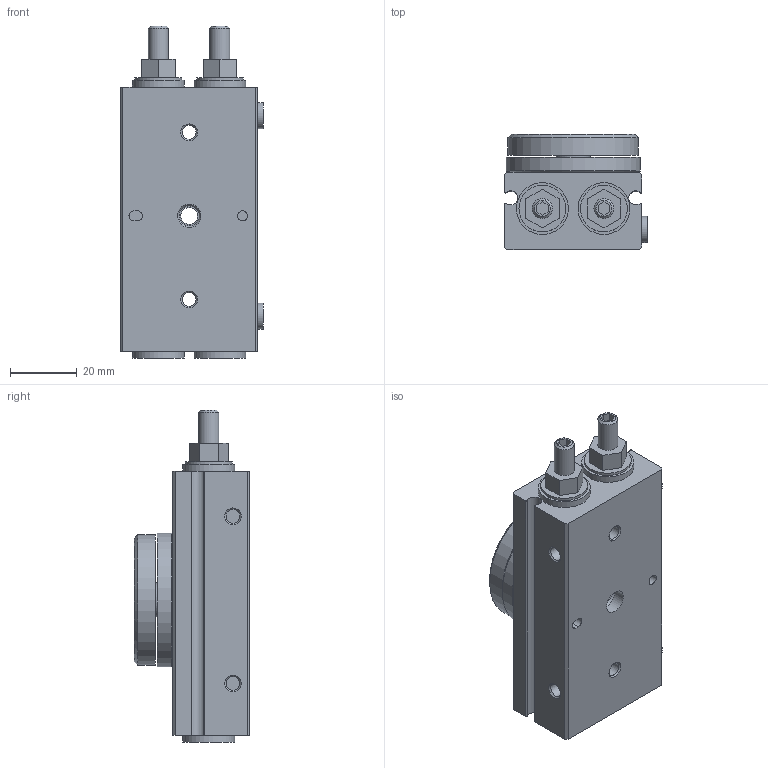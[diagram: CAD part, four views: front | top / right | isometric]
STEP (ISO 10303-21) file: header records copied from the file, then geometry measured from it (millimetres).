
FILE_DESCRIPTION(/* description */ ('STEP AP203'),/* implementation_level */ '2;1');
FILE_NAME(/* name */ 'EMQ7-S-A()',/* time_stamp */ '2024-05-09T16:44:21+02:00',/* author */ ('License CC BY-ND 4.0'),/* organization */ ('CADENAS'),/* preprocessor_version */ 'ST-DEVELOPER v19.3',/* originating_system */ 'PARTsolutions',/* authorisation */ ' ');
FILE_SCHEMA (('CONFIG_CONTROL_DESIGN'));
Length unit declared in the file: millimetre
Products named in the file (3): EMQ7-S-A(); EMQ7-S-A()_body; EMQ7-S-A()_rod
Assembly tree (2 placements, depth 2):
  EMQ7-S-A()
    EMQ7-S-A()_body
    EMQ7-S-A()_rod
Bounding box: 42.7 x 34.5 x 99.3 mm (x, y, z)
Volume: 84046.8 mm3; surface area: 21012 mm2
Topology: 2 solids, 2 shells, 196 faces, 418 edges, 266 vertices
Faces by surface type: plane 96, cylinder 57, cone 43
Full cylindrical faces by diameter (mm): 1.5 x4, 3 x1, 3.242 x12, 4.134 x6, 4.3 x2, 5 x1, 6 x3, 7 x1, 7.5 x2, 7.8 x2, 10.2 x1, 14 x2, 15.5 x4, 20 x1, 20.4 x1, 39 x1, 40 x1
Entity records: 4903 total; most frequent: DIRECTION 878, CARTESIAN_POINT 783, ORIENTED_EDGE 648, AXIS2_PLACEMENT_3D 355, EDGE_LOOP 348, FACE_BOUND 348, EDGE_CURVE 324, VERTEX_POINT 260
